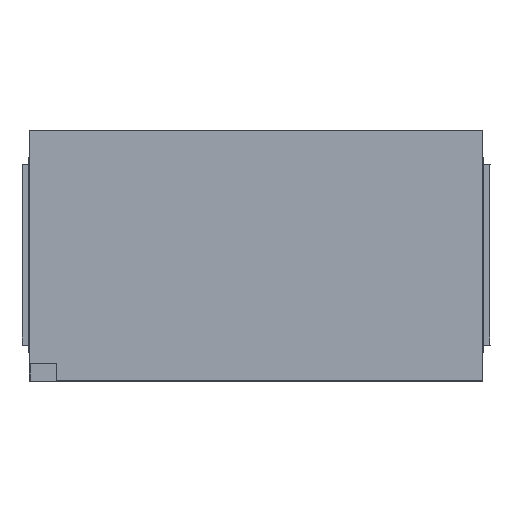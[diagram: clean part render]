
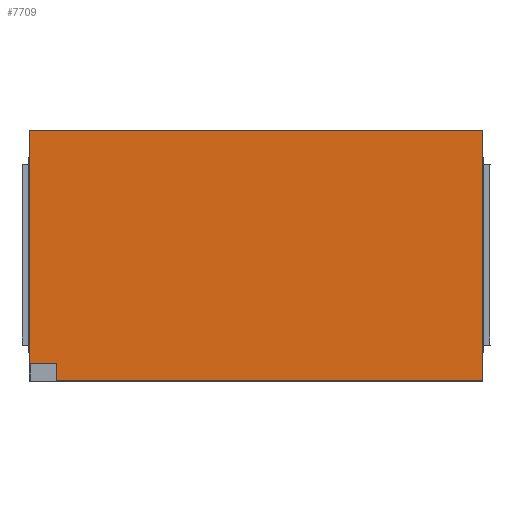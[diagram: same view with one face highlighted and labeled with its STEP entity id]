
A CAD part, top view. The second image highlights one B-rep face of the part: STEP entity #7709.
In plain terms, the highlighted planar face has unit normal (0, 0, 1).
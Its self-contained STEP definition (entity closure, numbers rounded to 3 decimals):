
#15 = CARTESIAN_POINT ( 'NONE',  ( 500., 553.263, 305. ) ) ;
#32 = VERTEX_POINT ( 'NONE', #15 ) ;
#198 = VERTEX_POINT ( 'NONE', #5946 ) ;
#243 = CARTESIAN_POINT ( 'NONE',  ( -440., 1.737, 305. ) ) ;
#394 = ORIENTED_EDGE ( 'NONE', *, *, #5435, .F. ) ;
#873 = VECTOR ( 'NONE', #13476, 1000. ) ;
#1223 = LINE ( 'NONE', #21918, #8773 ) ;
#1364 = CARTESIAN_POINT ( 'NONE',  ( -500., 0., 305. ) ) ;
#1828 = PLANE ( 'NONE',  #6227 ) ;
#2013 = LINE ( 'NONE', #15965, #19930 ) ;
#2653 = EDGE_LOOP ( 'NONE', ( #15227, #16930, #5381, #4100, #22291, #394 ) ) ;
#2839 = DIRECTION ( 'NONE',  ( -1., 0., 0. ) ) ;
#3546 = FACE_OUTER_BOUND ( 'NONE', #2653, .T. ) ;
#3958 = EDGE_CURVE ( 'NONE', #16562, #10145, #2013, .T. ) ;
#4100 = ORIENTED_EDGE ( 'NONE', *, *, #15299, .T. ) ;
#4352 = EDGE_CURVE ( 'NONE', #10145, #198, #21319, .T. ) ;
#4680 = LINE ( 'NONE', #1364, #873 ) ;
#5381 = ORIENTED_EDGE ( 'NONE', *, *, #3958, .F. ) ;
#5435 = EDGE_CURVE ( 'NONE', #18311, #5673, #4680, .T. ) ;
#5673 = VERTEX_POINT ( 'NONE', #11477 ) ;
#5946 = CARTESIAN_POINT ( 'NONE',  ( -440., 40., 305. ) ) ;
#6181 = VECTOR ( 'NONE', #12548, 1000. ) ;
#6227 = AXIS2_PLACEMENT_3D ( 'NONE', #7320, #7775, #14731 ) ;
#7200 = CARTESIAN_POINT ( 'NONE',  ( -500., 40., 305. ) ) ;
#7291 = LINE ( 'NONE', #9120, #6181 ) ;
#7320 = CARTESIAN_POINT ( 'NONE',  ( 500., 0., 305. ) ) ;
#7709 = ADVANCED_FACE ( 'NONE', ( #3546 ), #1828, .T. ) ;
#7775 = DIRECTION ( 'NONE',  ( 0., 0., 1. ) ) ;
#8737 = VECTOR ( 'NONE', #2839, 1000. ) ;
#8773 = VECTOR ( 'NONE', #22151, 1000. ) ;
#9120 = CARTESIAN_POINT ( 'NONE',  ( -440., 40., 305. ) ) ;
#10145 = VERTEX_POINT ( 'NONE', #243 ) ;
#10252 = CARTESIAN_POINT ( 'NONE',  ( 500., 1.737, 305. ) ) ;
#10691 = VECTOR ( 'NONE', #12068, 1000. ) ;
#10928 = DIRECTION ( 'NONE',  ( -1., 0., 0. ) ) ;
#11477 = CARTESIAN_POINT ( 'NONE',  ( -500., 553.263, 305. ) ) ;
#12068 = DIRECTION ( 'NONE',  ( 0., 1., 0. ) ) ;
#12548 = DIRECTION ( 'NONE',  ( -1., 0., 0. ) ) ;
#13476 = DIRECTION ( 'NONE',  ( 0., 1., 0. ) ) ;
#14731 = DIRECTION ( 'NONE',  ( 1., 0., 0. ) ) ;
#15086 = CARTESIAN_POINT ( 'NONE',  ( 500., 553.263, 305. ) ) ;
#15227 = ORIENTED_EDGE ( 'NONE', *, *, #16286, .F. ) ;
#15299 = EDGE_CURVE ( 'NONE', #16562, #32, #1223, .T. ) ;
#15873 = EDGE_CURVE ( 'NONE', #32, #5673, #18285, .T. ) ;
#15965 = CARTESIAN_POINT ( 'NONE',  ( 500., 1.737, 305. ) ) ;
#16286 = EDGE_CURVE ( 'NONE', #198, #18311, #7291, .T. ) ;
#16562 = VERTEX_POINT ( 'NONE', #10252 ) ;
#16930 = ORIENTED_EDGE ( 'NONE', *, *, #4352, .F. ) ;
#18285 = LINE ( 'NONE', #15086, #8737 ) ;
#18311 = VERTEX_POINT ( 'NONE', #7200 ) ;
#19377 = CARTESIAN_POINT ( 'NONE',  ( -440., 0., 305. ) ) ;
#19930 = VECTOR ( 'NONE', #10928, 1000. ) ;
#21319 = LINE ( 'NONE', #19377, #10691 ) ;
#21918 = CARTESIAN_POINT ( 'NONE',  ( 500., 0., 305. ) ) ;
#22151 = DIRECTION ( 'NONE',  ( 0., 1., 0. ) ) ;
#22291 = ORIENTED_EDGE ( 'NONE', *, *, #15873, .T. ) ;
